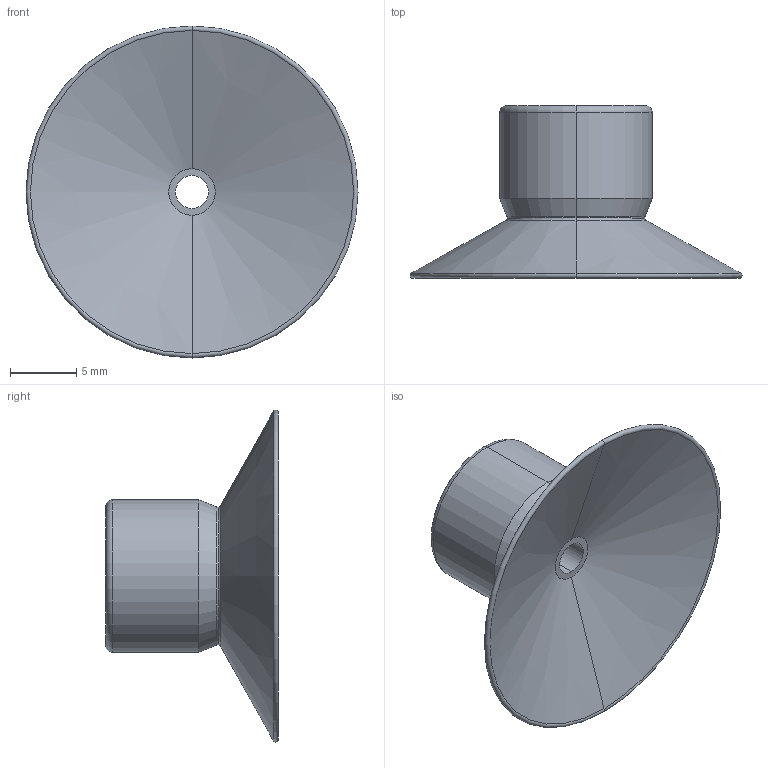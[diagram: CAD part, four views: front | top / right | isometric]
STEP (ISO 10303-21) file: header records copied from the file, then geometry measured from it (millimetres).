
FILE_DESCRIPTION (( 'STEP AP203' ), '1' );
FILE_NAME ('DL25US-05.STEP', '2018-06-04T06:02:00', ( '' ), ( '' ), 'SwSTEP 2.0', 'SolidWorks 2014', '' );
FILE_SCHEMA (( 'CONFIG_CONTROL_DESIGN' ));
Length unit declared in the file: millimetre
Products named in the file (1): DL25US-05
Bounding box: 25.04 x 13.02 x 25.04 mm (x, y, z)
Volume: 1291.7 mm3; surface area: 1557.3 mm2
Topology: 1 solids, 1 shells, 26 faces, 52 edges, 30 vertices
Faces by surface type: torus 8, cylinder 8, cone 6, plane 4
Entity records: 763 total; most frequent: DIRECTION 144, CARTESIAN_POINT 109, ORIENTED_EDGE 104, AXIS2_PLACEMENT_3D 65, EDGE_CURVE 52, CIRCLE 38, VERTEX_POINT 30, EDGE_LOOP 30
